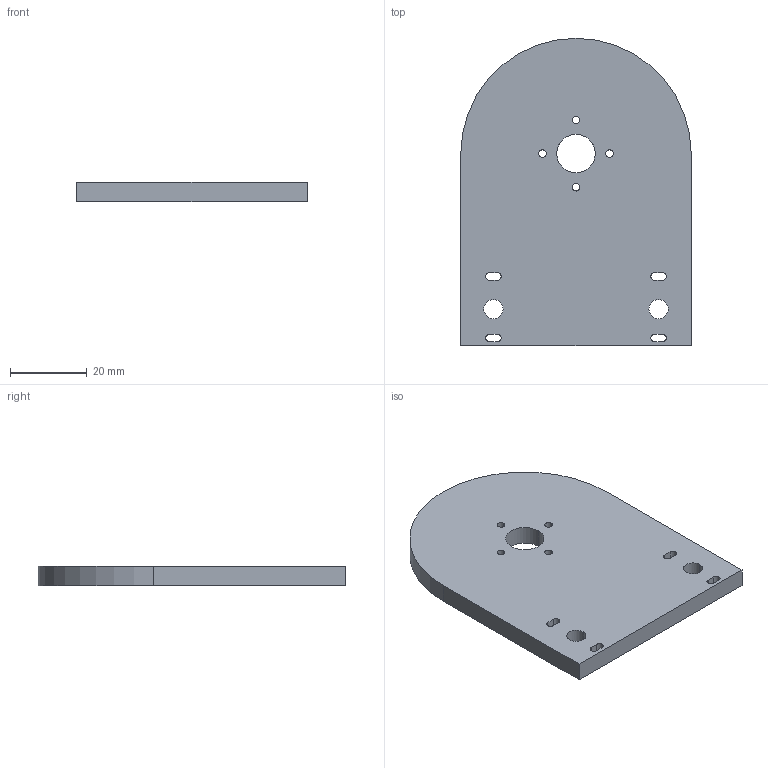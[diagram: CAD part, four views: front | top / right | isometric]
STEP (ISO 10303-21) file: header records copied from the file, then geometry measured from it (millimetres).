
FILE_DESCRIPTION (( 'STEP AP203' ), '1' );
FILE_NAME ('second wrist_Default_sldprt.STEP', '2018-11-15T10:39:48', ( '' ), ( '' ), 'SwSTEP 2.0', 'SolidWorks 2018', '' );
FILE_SCHEMA (( 'CONFIG_CONTROL_DESIGN' ));
Length unit declared in the file: millimetre
Products named in the file (1): second wrist_Default_sldprt
Bounding box: 60 x 80 x 5 mm (x, y, z)
Volume: 21273.9 mm3; surface area: 10426.3 mm2
Topology: 1 solids, 1 shells, 40 faces, 114 edges, 76 vertices
Faces by surface type: cylinder 27, plane 13
Entity records: 1453 total; most frequent: DIRECTION 250, CARTESIAN_POINT 231, ORIENTED_EDGE 228, EDGE_CURVE 114, AXIS2_PLACEMENT_3D 95, VERTEX_POINT 76, EDGE_LOOP 62, LINE 60
